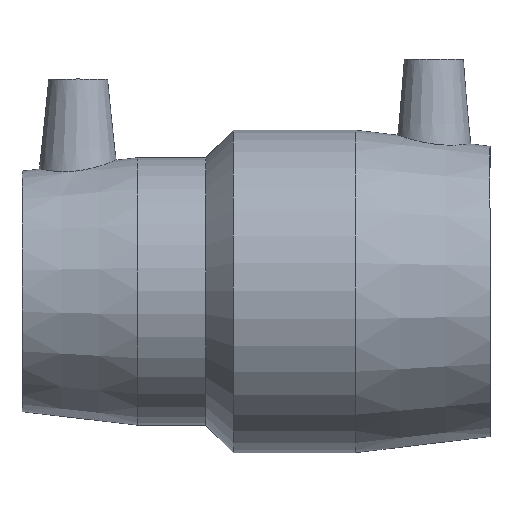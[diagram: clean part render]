
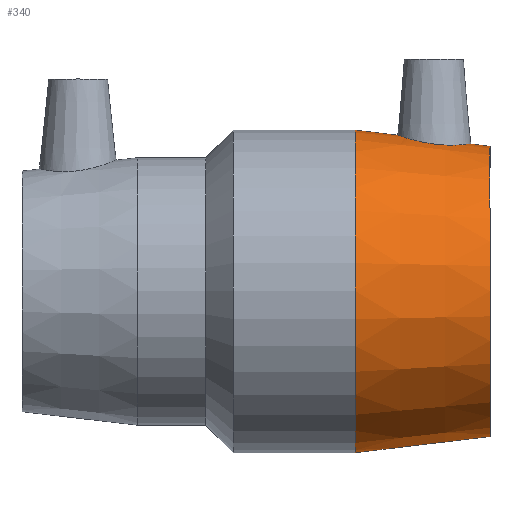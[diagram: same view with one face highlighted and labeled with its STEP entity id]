
A CAD part, top view. The second image highlights one B-rep face of the part: STEP entity #340.
In plain terms, the highlighted conical face has half-angle 6.836 degrees and reference radius 38.95 mm.
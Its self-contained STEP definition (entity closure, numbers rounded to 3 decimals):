
#15=B_SPLINE_CURVE_WITH_KNOTS('',3,(#561,#562,#563,#564,#565,#566,#567,
#568,#569,#570,#571,#572,#573,#574,#575,#576,#577,#578,#579,#580,#581,#582,
#583,#584,#585,#586,#587,#588,#589,#590,#591,#592,#593,#594),
 .UNSPECIFIED.,.T.,.F.,(4,2,2,2,2,2,2,2,2,2,2,2,2,2,2,2,4),(0.,0.344,
0.689,1.035,1.382,1.728,2.075,
2.419,2.763,3.131,3.498,3.858,
4.217,4.577,4.937,5.304,5.671),
 .UNSPECIFIED.);
#20=CONICAL_SURFACE('',#387,38.95,6.836);
#38=FACE_BOUND('',#127,.T.);
#39=FACE_BOUND('',#128,.T.);
#82=FACE_OUTER_BOUND('',#126,.T.);
#126=EDGE_LOOP('',(#279));
#127=EDGE_LOOP('',(#280));
#128=EDGE_LOOP('',(#281));
#173=CIRCLE('',#386,41.);
#174=CIRCLE('',#388,36.9);
#195=VERTEX_POINT('',#560);
#204=VERTEX_POINT('',#652);
#205=VERTEX_POINT('',#655);
#226=EDGE_CURVE('',#195,#195,#15,.T.);
#235=EDGE_CURVE('',#204,#204,#173,.T.);
#236=EDGE_CURVE('',#205,#205,#174,.T.);
#279=ORIENTED_EDGE('',*,*,#236,.F.);
#280=ORIENTED_EDGE('',*,*,#226,.T.);
#281=ORIENTED_EDGE('',*,*,#235,.T.);
#340=ADVANCED_FACE('',(#82,#38,#39),#20,.T.);
#386=AXIS2_PLACEMENT_3D('',#653,#476,#477);
#387=AXIS2_PLACEMENT_3D('',#654,#478,#479);
#388=AXIS2_PLACEMENT_3D('',#656,#480,#481);
#476=DIRECTION('center_axis',(1.,0.,0.));
#477=DIRECTION('ref_axis',(0.,0.,-1.));
#478=DIRECTION('center_axis',(-1.,0.,0.));
#479=DIRECTION('ref_axis',(0.,1.,0.));
#480=DIRECTION('center_axis',(1.,0.,0.));
#481=DIRECTION('ref_axis',(0.,0.,-1.));
#560=CARTESIAN_POINT('',(45.589,37.409,-9.382));
#561=CARTESIAN_POINT('Ctrl Pts',(45.589,37.409,-9.382));
#562=CARTESIAN_POINT('Ctrl Pts',(46.729,37.277,-9.348));
#563=CARTESIAN_POINT('Ctrl Pts',(47.943,37.195,-9.087));
#564=CARTESIAN_POINT('Ctrl Pts',(50.169,37.149,-8.098));
#565=CARTESIAN_POINT('Ctrl Pts',(51.18,37.183,-7.37));
#566=CARTESIAN_POINT('Ctrl Pts',(52.775,37.28,-5.711));
#567=CARTESIAN_POINT('Ctrl Pts',(53.465,37.35,-4.666));
#568=CARTESIAN_POINT('Ctrl Pts',(54.379,37.455,-2.388));
#569=CARTESIAN_POINT('Ctrl Pts',(54.602,37.487,-1.155));
#570=CARTESIAN_POINT('Ctrl Pts',(54.602,37.487,1.155));
#571=CARTESIAN_POINT('Ctrl Pts',(54.379,37.455,2.388));
#572=CARTESIAN_POINT('Ctrl Pts',(53.465,37.35,4.666));
#573=CARTESIAN_POINT('Ctrl Pts',(52.775,37.28,5.711));
#574=CARTESIAN_POINT('Ctrl Pts',(51.18,37.183,7.37));
#575=CARTESIAN_POINT('Ctrl Pts',(50.169,37.149,8.098));
#576=CARTESIAN_POINT('Ctrl Pts',(47.943,37.195,9.087));
#577=CARTESIAN_POINT('Ctrl Pts',(46.729,37.277,9.348));
#578=CARTESIAN_POINT('Ctrl Pts',(44.373,37.551,9.417));
#579=CARTESIAN_POINT('Ctrl Pts',(43.084,37.767,9.199));
#580=CARTESIAN_POINT('Ctrl Pts',(40.722,38.275,8.253));
#581=CARTESIAN_POINT('Ctrl Pts',(39.647,38.562,7.526));
#582=CARTESIAN_POINT('Ctrl Pts',(37.967,39.055,5.851));
#583=CARTESIAN_POINT('Ctrl Pts',(37.241,39.294,4.797));
#584=CARTESIAN_POINT('Ctrl Pts',(36.274,39.625,2.471));
#585=CARTESIAN_POINT('Ctrl Pts',(36.033,39.713,1.199));
#586=CARTESIAN_POINT('Ctrl Pts',(36.033,39.713,-1.199));
#587=CARTESIAN_POINT('Ctrl Pts',(36.274,39.625,-2.471));
#588=CARTESIAN_POINT('Ctrl Pts',(37.241,39.294,-4.797));
#589=CARTESIAN_POINT('Ctrl Pts',(37.967,39.055,-5.851));
#590=CARTESIAN_POINT('Ctrl Pts',(39.647,38.562,-7.526));
#591=CARTESIAN_POINT('Ctrl Pts',(40.722,38.275,-8.253));
#592=CARTESIAN_POINT('Ctrl Pts',(43.084,37.767,-9.199));
#593=CARTESIAN_POINT('Ctrl Pts',(44.373,37.551,-9.417));
#594=CARTESIAN_POINT('Ctrl Pts',(45.589,37.409,-9.382));
#652=CARTESIAN_POINT('',(25.3,41.,0.));
#653=CARTESIAN_POINT('Origin',(25.3,0.,0.));
#654=CARTESIAN_POINT('Origin',(42.4,0.,0.));
#655=CARTESIAN_POINT('',(59.5,36.9,0.));
#656=CARTESIAN_POINT('Origin',(59.5,0.,0.));
